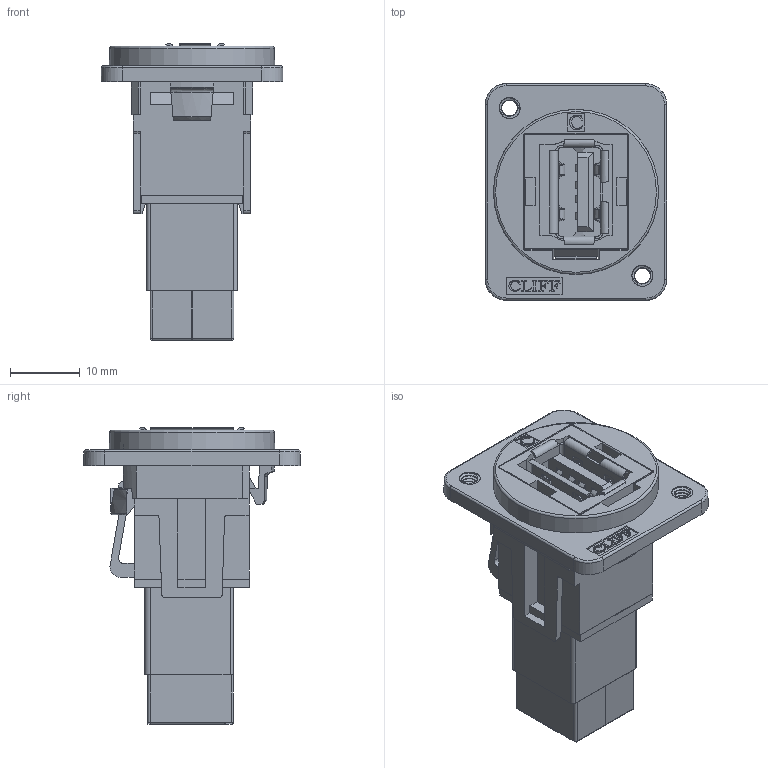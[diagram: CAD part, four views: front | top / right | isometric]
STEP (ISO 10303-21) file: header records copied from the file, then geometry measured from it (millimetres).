
FILE_DESCRIPTION(/* description */ (''),/* implementation_level */ '2;1');
FILE_NAME(/* name */ 'CP30210NM3 USB3 A-B.stp',/* time_stamp */ '2025-04-07T15:06:22+01:00',/* author */ ('tottley'),/* organization */ (''),/* preprocessor_version */ 'ST-DEVELOPER v20',/* originating_system */ 'Autodesk Inventor 2025',/* authorisation */ '');
FILE_SCHEMA (('AUTOMOTIVE_DESIGN { 1 0 10303 214 3 1 1 }'));
Products named in the file (1): CP30210N USB3 A-B
Bounding box: 26 x 31 x 42.48 mm (x, y, z)
Volume: 8596.5 mm3; surface area: 9526.8 mm2
Topology: 3 solids, 8 shells, 1135 faces, 3295 edges, 2110 vertices
Faces by surface type: plane 837, cylinder 161, bspline 119, cone 10, torus 8
Full cylindrical faces by diameter (mm): 2.259 x2, 3 x4
Entity records: 50198 total; most frequent: CARTESIAN_POINT 19911, ORIENTED_EDGE 6596, DIRECTION 5447, EDGE_CURVE 3298, LINE 2651, VECTOR 2651, VERTEX_POINT 2110, AXIS2_PLACEMENT_3D 1398
